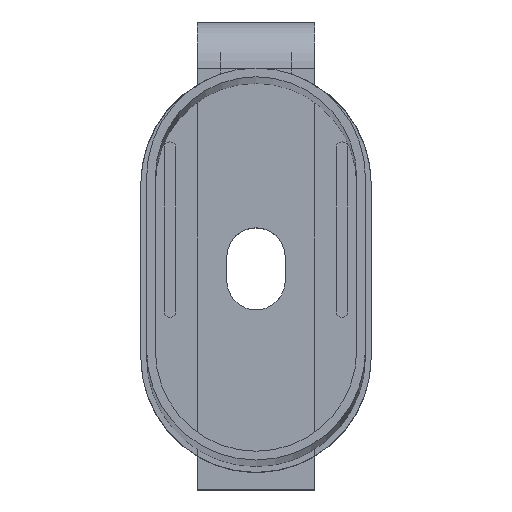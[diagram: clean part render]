
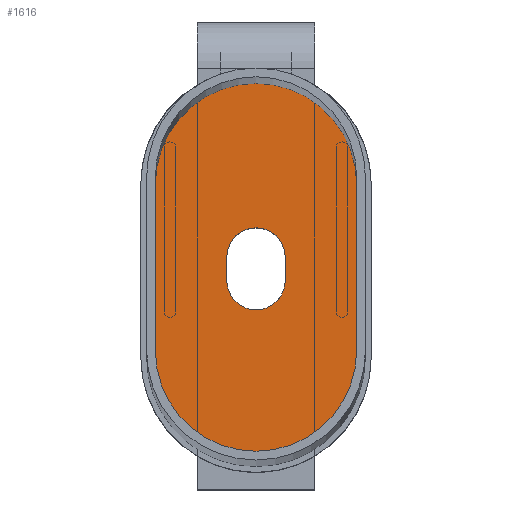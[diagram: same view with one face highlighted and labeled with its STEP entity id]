
A CAD part, top view. The second image highlights one B-rep face of the part: STEP entity #1616.
In plain terms, the highlighted planar face has unit normal (0, 0, 1).
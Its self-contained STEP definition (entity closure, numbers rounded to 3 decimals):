
#31 = DIRECTION ( 'NONE',  ( 1., 0., 0. ) ) ;
#55 = DIRECTION ( 'NONE',  ( 0., 0., 1. ) ) ;
#137 = DIRECTION ( 'NONE',  ( 0., 0., 1. ) ) ;
#182 = ORIENTED_EDGE ( 'NONE', *, *, #1469, .T. ) ;
#310 = LINE ( 'NONE', #1783, #891 ) ;
#327 = DIRECTION ( 'NONE',  ( 0., 0., -1. ) ) ;
#338 = DIRECTION ( 'NONE',  ( -1., 0., 0. ) ) ;
#360 = ORIENTED_EDGE ( 'NONE', *, *, #1486, .T. ) ;
#374 = CARTESIAN_POINT ( 'NONE',  ( 0., -7.4, -160. ) ) ;
#387 = ORIENTED_EDGE ( 'NONE', *, *, #2968, .T. ) ;
#469 = CIRCLE ( 'NONE', #1313, 8.6 ) ;
#541 = DIRECTION ( 'NONE',  ( 0., 1., 0. ) ) ;
#707 = CARTESIAN_POINT ( 'NONE',  ( 2.5, -7.4, -160. ) ) ;
#738 = ORIENTED_EDGE ( 'NONE', *, *, #1370, .T. ) ;
#804 = EDGE_LOOP ( 'NONE', ( #387, #182, #1319, #2473 ) ) ;
#891 = VECTOR ( 'NONE', #541, 1000. ) ;
#926 = DIRECTION ( 'NONE',  ( -1., 0., 0. ) ) ;
#940 = FACE_OUTER_BOUND ( 'NONE', #804, .T. ) ;
#976 = CARTESIAN_POINT ( 'NONE',  ( 2.5, -0.853, -160. ) ) ;
#980 = VERTEX_POINT ( 'NONE', #1937 ) ;
#1028 = VERTEX_POINT ( 'NONE', #3988 ) ;
#1114 = CARTESIAN_POINT ( 'NONE',  ( -8.6, -7.4, -160. ) ) ;
#1171 = DIRECTION ( 'NONE',  ( 0., -1., 0. ) ) ;
#1313 = AXIS2_PLACEMENT_3D ( 'NONE', #374, #55, #31 ) ;
#1319 = ORIENTED_EDGE ( 'NONE', *, *, #1777, .T. ) ;
#1341 = VERTEX_POINT ( 'NONE', #2706 ) ;
#1370 = EDGE_CURVE ( 'NONE', #1028, #1341, #3976, .T. ) ;
#1416 = PLANE ( 'NONE',  #1815 ) ;
#1469 = EDGE_CURVE ( 'NONE', #1537, #3041, #469, .T. ) ;
#1486 = EDGE_CURVE ( 'NONE', #1341, #3977, #2280, .T. ) ;
#1537 = VERTEX_POINT ( 'NONE', #1114 ) ;
#1616 = ADVANCED_FACE ( 'NONE', ( #1827, #940 ), #1416, .F. ) ;
#1659 = ORIENTED_EDGE ( 'NONE', *, *, #2125, .T. ) ;
#1684 = CIRCLE ( 'NONE', #3477, 8.6 ) ;
#1686 = CARTESIAN_POINT ( 'NONE',  ( 0., -7.4, -160. ) ) ;
#1722 = VECTOR ( 'NONE', #2250, 1000. ) ;
#1730 = CARTESIAN_POINT ( 'NONE',  ( 0., 7.4, -160. ) ) ;
#1777 = EDGE_CURVE ( 'NONE', #3041, #980, #2966, .T. ) ;
#1783 = CARTESIAN_POINT ( 'NONE',  ( -2.5, -7.4, -160. ) ) ;
#1815 = AXIS2_PLACEMENT_3D ( 'NONE', #1686, #4103, #2035 ) ;
#1827 = FACE_BOUND ( 'NONE', #1974, .T. ) ;
#1832 = CARTESIAN_POINT ( 'NONE',  ( 8.6, -7.4, -160. ) ) ;
#1853 = DIRECTION ( 'NONE',  ( 1., 0., 0. ) ) ;
#1937 = CARTESIAN_POINT ( 'NONE',  ( 8.6, 7.4, -160. ) ) ;
#1973 = CARTESIAN_POINT ( 'NONE',  ( 0., -0.853, -160. ) ) ;
#1974 = EDGE_LOOP ( 'NONE', ( #1659, #738, #360, #4044 ) ) ;
#2035 = DIRECTION ( 'NONE',  ( -1., 0., 0. ) ) ;
#2125 = EDGE_CURVE ( 'NONE', #4204, #1028, #310, .T. ) ;
#2250 = DIRECTION ( 'NONE',  ( 0., -1., 0. ) ) ;
#2280 = LINE ( 'NONE', #707, #3452 ) ;
#2282 = DIRECTION ( 'NONE',  ( 0., 1., 0. ) ) ;
#2380 = CARTESIAN_POINT ( 'NONE',  ( -8.6, 7.4, -160. ) ) ;
#2473 = ORIENTED_EDGE ( 'NONE', *, *, #3479, .T. ) ;
#2578 = CIRCLE ( 'NONE', #3412, 2.5 ) ;
#2706 = CARTESIAN_POINT ( 'NONE',  ( 2.5, 1.147, -160. ) ) ;
#2911 = VECTOR ( 'NONE', #2282, 1000. ) ;
#2919 = AXIS2_PLACEMENT_3D ( 'NONE', #3040, #327, #338 ) ;
#2966 = LINE ( 'NONE', #1832, #2911 ) ;
#2968 = EDGE_CURVE ( 'NONE', #3293, #1537, #3930, .T. ) ;
#3040 = CARTESIAN_POINT ( 'NONE',  ( 0., 1.147, -160. ) ) ;
#3041 = VERTEX_POINT ( 'NONE', #3635 ) ;
#3106 = EDGE_CURVE ( 'NONE', #3977, #4204, #2578, .T. ) ;
#3227 = CARTESIAN_POINT ( 'NONE',  ( -8.6, -7.4, -160. ) ) ;
#3293 = VERTEX_POINT ( 'NONE', #2380 ) ;
#3412 = AXIS2_PLACEMENT_3D ( 'NONE', #1973, #4409, #926 ) ;
#3452 = VECTOR ( 'NONE', #1171, 1000. ) ;
#3477 = AXIS2_PLACEMENT_3D ( 'NONE', #1730, #137, #1853 ) ;
#3479 = EDGE_CURVE ( 'NONE', #980, #3293, #1684, .T. ) ;
#3582 = CARTESIAN_POINT ( 'NONE',  ( -2.5, -0.853, -160. ) ) ;
#3635 = CARTESIAN_POINT ( 'NONE',  ( 8.6, -7.4, -160. ) ) ;
#3930 = LINE ( 'NONE', #3227, #1722 ) ;
#3976 = CIRCLE ( 'NONE', #2919, 2.5 ) ;
#3977 = VERTEX_POINT ( 'NONE', #976 ) ;
#3988 = CARTESIAN_POINT ( 'NONE',  ( -2.5, 1.147, -160. ) ) ;
#4044 = ORIENTED_EDGE ( 'NONE', *, *, #3106, .T. ) ;
#4103 = DIRECTION ( 'NONE',  ( 0., 0., -1. ) ) ;
#4204 = VERTEX_POINT ( 'NONE', #3582 ) ;
#4409 = DIRECTION ( 'NONE',  ( 0., 0., -1. ) ) ;
